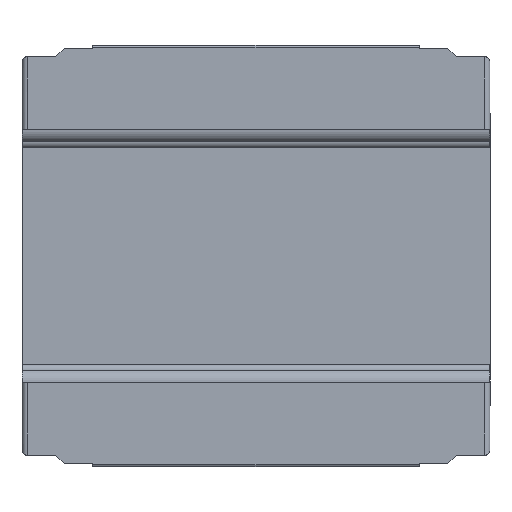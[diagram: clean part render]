
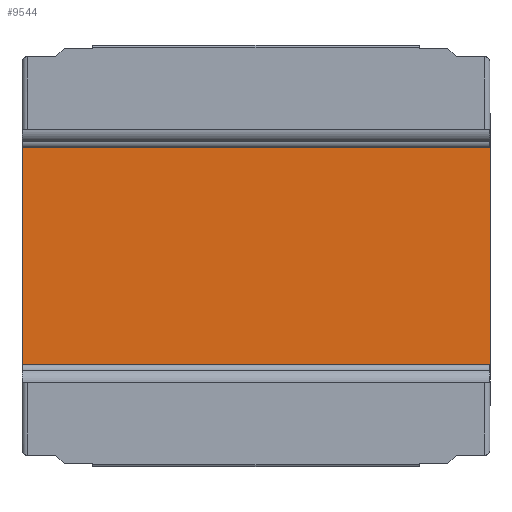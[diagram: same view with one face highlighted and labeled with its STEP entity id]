
A CAD part, front view. The second image highlights one B-rep face of the part: STEP entity #9544.
In plain terms, the highlighted planar face has unit normal (0, -1, 0).
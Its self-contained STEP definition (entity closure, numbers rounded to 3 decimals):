
#917 = DIRECTION ( 'NONE',  ( -1., 0., 0. ) ) ;
#918 = VECTOR ( 'NONE', #917, 1000. ) ;
#919 = CARTESIAN_POINT ( 'NONE',  ( -72.2, 8.5, 11.75 ) ) ;
#920 = LINE ( 'NONE', #919, #918 ) ;
#921 = DIRECTION ( 'NONE',  ( 1., 0., 0. ) ) ;
#922 = VECTOR ( 'NONE', #921, 1000. ) ;
#923 = CARTESIAN_POINT ( 'NONE',  ( -27.8, 8.5, -11.75 ) ) ;
#924 = LINE ( 'NONE', #923, #922 ) ;
#948 = DIRECTION ( 'NONE',  ( 0., 0., 1. ) ) ;
#949 = DIRECTION ( 'NONE',  ( 0., 1., 0. ) ) ;
#950 = CARTESIAN_POINT ( 'NONE',  ( -50.5, 8.5, 0. ) ) ;
#951 = AXIS2_PLACEMENT_3D ( 'NONE', #950, #949, #948 ) ;
#952 = PLANE ( 'NONE',  #951 ) ;
#953 = FACE_OUTER_BOUND ( 'NONE', #9545, .T. ) ;
#7687 = VERTEX_POINT ( 'NONE', #13969 ) ;
#7689 = EDGE_CURVE ( 'NONE', #7690, #7687, #13968, .T. ) ;
#7690 = VERTEX_POINT ( 'NONE', #13964 ) ;
#7871 = VERTEX_POINT ( 'NONE', #14544 ) ;
#7873 = EDGE_CURVE ( 'NONE', #7874, #7871, #14599, .T. ) ;
#7874 = VERTEX_POINT ( 'NONE', #14595 ) ;
#9521 = ORIENTED_EDGE ( 'NONE', *, *, #7873, .T. ) ;
#9522 = ORIENTED_EDGE ( 'NONE', *, *, #9523, .T. ) ;
#9523 = EDGE_CURVE ( 'NONE', #7871, #7690, #924, .T. ) ;
#9524 = ORIENTED_EDGE ( 'NONE', *, *, #7689, .T. ) ;
#9525 = ORIENTED_EDGE ( 'NONE', *, *, #9526, .T. ) ;
#9526 = EDGE_CURVE ( 'NONE', #7687, #7874, #920, .T. ) ;
#9544 = ADVANCED_FACE ( 'NONE', ( #953 ), #952, .F. ) ;
#9545 = EDGE_LOOP ( 'NONE', ( #9521, #9522, #9524, #9525 ) ) ;
#13964 = CARTESIAN_POINT ( 'NONE',  ( -27.8, 8.5, -11.75 ) ) ;
#13965 = DIRECTION ( 'NONE',  ( 0., 0., 1. ) ) ;
#13966 = VECTOR ( 'NONE', #13965, 1000. ) ;
#13967 = CARTESIAN_POINT ( 'NONE',  ( -27.8, 8.5, -12. ) ) ;
#13968 = LINE ( 'NONE', #13967, #13966 ) ;
#13969 = CARTESIAN_POINT ( 'NONE',  ( -27.8, 8.5, 11.75 ) ) ;
#14544 = CARTESIAN_POINT ( 'NONE',  ( -72.2, 8.5, -11.75 ) ) ;
#14595 = CARTESIAN_POINT ( 'NONE',  ( -72.2, 8.5, 11.75 ) ) ;
#14596 = DIRECTION ( 'NONE',  ( 0., 0., -1. ) ) ;
#14597 = VECTOR ( 'NONE', #14596, 1000. ) ;
#14598 = CARTESIAN_POINT ( 'NONE',  ( -72.2, 8.5, -12. ) ) ;
#14599 = LINE ( 'NONE', #14598, #14597 ) ;
